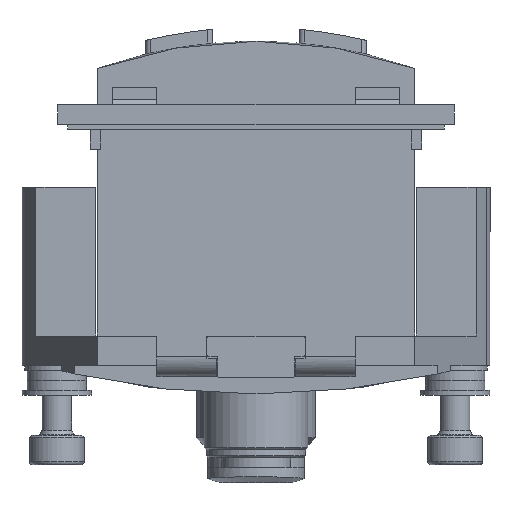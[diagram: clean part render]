
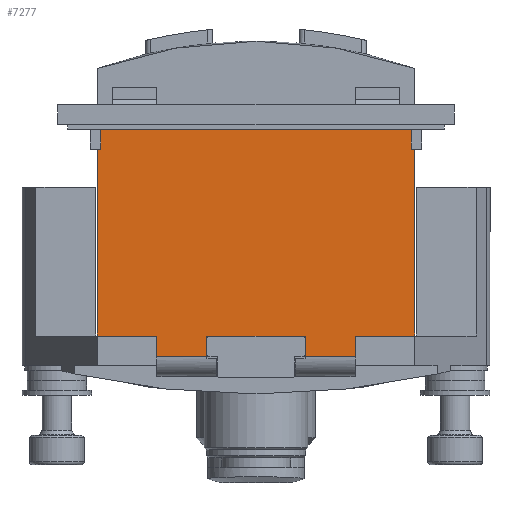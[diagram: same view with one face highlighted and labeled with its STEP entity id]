
A CAD part, front view. The second image highlights one B-rep face of the part: STEP entity #7277.
In plain terms, the highlighted planar face has unit normal (0, -1, 0).
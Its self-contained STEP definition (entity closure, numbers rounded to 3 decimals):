
#346=LINE('',#9858,#887);
#350=LINE('',#9866,#891);
#354=LINE('',#9874,#895);
#478=LINE('',#10282,#1019);
#562=LINE('',#10483,#1103);
#563=LINE('',#10487,#1104);
#564=LINE('',#10491,#1105);
#565=LINE('',#10495,#1106);
#566=LINE('',#10497,#1107);
#567=LINE('',#10501,#1108);
#575=LINE('',#10515,#1116);
#576=LINE('',#10516,#1117);
#887=VECTOR('',#8209,1000.);
#891=VECTOR('',#8213,1000.);
#895=VECTOR('',#8217,1000.);
#1019=VECTOR('',#8529,1000.);
#1103=VECTOR('',#8709,1000.);
#1104=VECTOR('',#8714,1000.);
#1105=VECTOR('',#8719,1000.);
#1106=VECTOR('',#8724,1000.);
#1107=VECTOR('',#8727,1000.);
#1108=VECTOR('',#8732,1000.);
#1116=VECTOR('',#8744,1000.);
#1117=VECTOR('',#8745,1000.);
#2011=ORIENTED_EDGE('',*,*,#3189,.F.);
#2012=ORIENTED_EDGE('',*,*,#3306,.F.);
#2013=ORIENTED_EDGE('',*,*,#3018,.T.);
#2014=ORIENTED_EDGE('',*,*,#3298,.T.);
#2015=ORIENTED_EDGE('',*,*,#3296,.T.);
#2016=ORIENTED_EDGE('',*,*,#3295,.T.);
#2017=ORIENTED_EDGE('',*,*,#3014,.T.);
#2018=ORIENTED_EDGE('',*,*,#3293,.T.);
#2019=ORIENTED_EDGE('',*,*,#3291,.T.);
#2020=ORIENTED_EDGE('',*,*,#3289,.F.);
#2021=ORIENTED_EDGE('',*,*,#3010,.T.);
#2022=ORIENTED_EDGE('',*,*,#3307,.F.);
#3010=EDGE_CURVE('',#3780,#3779,#346,.T.);
#3014=EDGE_CURVE('',#3784,#3783,#350,.T.);
#3018=EDGE_CURVE('',#3788,#3787,#354,.T.);
#3189=EDGE_CURVE('',#3902,#3903,#478,.T.);
#3289=EDGE_CURVE('',#3780,#3972,#562,.T.);
#3291=EDGE_CURVE('',#3973,#3972,#563,.F.);
#3293=EDGE_CURVE('',#3783,#3973,#564,.T.);
#3295=EDGE_CURVE('',#3974,#3784,#565,.T.);
#3296=EDGE_CURVE('',#3975,#3974,#566,.F.);
#3298=EDGE_CURVE('',#3787,#3975,#567,.T.);
#3306=EDGE_CURVE('',#3788,#3902,#575,.T.);
#3307=EDGE_CURVE('',#3903,#3779,#576,.T.);
#3779=VERTEX_POINT('',#9857);
#3780=VERTEX_POINT('',#9859);
#3783=VERTEX_POINT('',#9865);
#3784=VERTEX_POINT('',#9867);
#3787=VERTEX_POINT('',#9873);
#3788=VERTEX_POINT('',#9875);
#3902=VERTEX_POINT('',#10281);
#3903=VERTEX_POINT('',#10283);
#3972=VERTEX_POINT('',#10484);
#3973=VERTEX_POINT('',#10488);
#3974=VERTEX_POINT('',#10494);
#3975=VERTEX_POINT('',#10498);
#4512=EDGE_LOOP('',(#2011,#2012,#2013,#2014,#2015,#2016,#2017,#2018,#2019,
#2020,#2021,#2022));
#4924=FACE_BOUND('',#4512,.T.);
#5280=PLANE('',#7707);
#7277=ADVANCED_FACE('',(#4924),#5280,.F.);
#7707=AXIS2_PLACEMENT_3D('',#10514,#8742,#8743);
#8209=DIRECTION('',(1.,0.,0.));
#8213=DIRECTION('',(1.,0.,0.));
#8217=DIRECTION('',(1.,0.,0.));
#8529=DIRECTION('',(1.,0.,0.));
#8709=DIRECTION('',(0.,0.,-1.));
#8714=DIRECTION('',(-1.,0.,0.));
#8719=DIRECTION('',(0.,0.,-1.));
#8724=DIRECTION('',(0.,0.,1.));
#8727=DIRECTION('',(-1.,0.,0.));
#8732=DIRECTION('',(0.,0.,-1.));
#8742=DIRECTION('',(0.,1.,0.));
#8743=DIRECTION('',(0.,0.,1.));
#8744=DIRECTION('',(0.,0.,1.));
#8745=DIRECTION('',(0.,0.,-1.));
#9857=CARTESIAN_POINT('',(16.,0.,-12.9));
#9858=CARTESIAN_POINT('',(0.,0.,-12.9));
#9859=CARTESIAN_POINT('',(10.,0.,-12.9));
#9865=CARTESIAN_POINT('',(4.95,0.,-12.9));
#9866=CARTESIAN_POINT('',(-4.95,0.,-12.9));
#9867=CARTESIAN_POINT('',(-4.95,0.,-12.9));
#9873=CARTESIAN_POINT('',(-10.,0.,-12.9));
#9874=CARTESIAN_POINT('',(0.,0.,-12.9));
#9875=CARTESIAN_POINT('',(-16.,0.,-12.9));
#10281=CARTESIAN_POINT('',(-16.,0.,7.95));
#10282=CARTESIAN_POINT('',(0.,0.,7.95));
#10283=CARTESIAN_POINT('',(16.,0.,7.95));
#10483=CARTESIAN_POINT('',(10.,0.,-12.9));
#10484=CARTESIAN_POINT('',(10.,0.,-15.));
#10487=CARTESIAN_POINT('',(20.,0.,-15.));
#10488=CARTESIAN_POINT('',(4.95,0.,-15.));
#10491=CARTESIAN_POINT('',(4.95,0.,-12.9));
#10494=CARTESIAN_POINT('',(-4.95,0.,-15.));
#10495=CARTESIAN_POINT('',(-4.95,0.,-15.2));
#10497=CARTESIAN_POINT('',(20.,0.,-15.));
#10498=CARTESIAN_POINT('',(-10.,0.,-15.));
#10501=CARTESIAN_POINT('',(-10.,0.,-12.9));
#10514=CARTESIAN_POINT('',(0.,0.,-31.15));
#10515=CARTESIAN_POINT('',(-16.,0.,-17.));
#10516=CARTESIAN_POINT('',(16.,0.,14.105));
